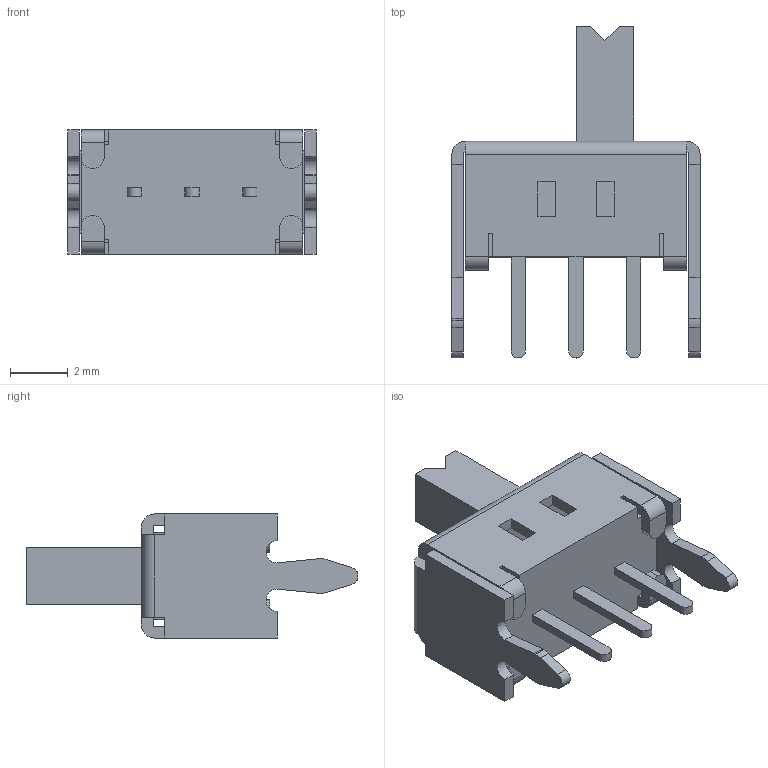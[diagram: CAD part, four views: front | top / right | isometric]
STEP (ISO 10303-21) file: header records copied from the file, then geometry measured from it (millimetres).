
FILE_DESCRIPTION (( 'STEP AP214' ), '1' );
FILE_NAME ('OS102011MS2QN1C.STEP', '2021-11-22T08:30:04', ( '' ), ( '' ), 'SwSTEP 2.0', 'SolidWorks 2018', '' );
FILE_SCHEMA (( 'AUTOMOTIVE_DESIGN' ));
Length unit declared in the file: millimetre
Products named in the file (1): OS102011MS2QN1C
Bounding box: 8.6 x 11.5 x 4.3 mm (x, y, z)
Volume: 97.6 mm3; surface area: 416.5 mm2
Topology: 1 solids, 1 shells, 139 faces, 400 edges, 264 vertices
Faces by surface type: plane 110, cylinder 29
Entity records: 6076 total; most frequent: CARTESIAN_POINT 804, ORIENTED_EDGE 800, DIRECTION 738, EDGE_CURVE 400, VECTOR 342, LINE 342, VERTEX_POINT 264, AXIS2_PLACEMENT_3D 198
